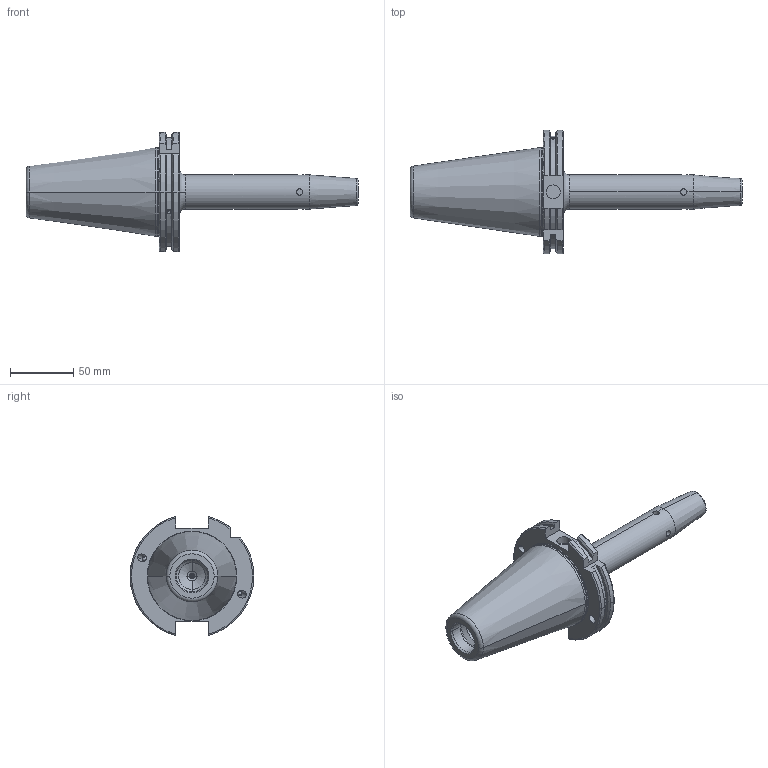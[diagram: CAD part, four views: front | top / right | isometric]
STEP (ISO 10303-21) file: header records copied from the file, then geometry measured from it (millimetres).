
FILE_DESCRIPTION (( 'STEP AP214' ), '1' );
FILE_NAME ('91506-SR206160.STEP', '2020-11-10T10:49:16', ( '' ), ( '' ), 'SwSTEP 2.0', 'SolidWorks 2018', '' );
FILE_SCHEMA (( 'AUTOMOTIVE_DESIGN' ));
Length unit declared in the file: millimetre
Products named in the file (4): socket set screw flat point_din_DIN 913 - M4 x 10-N; SCWM5X20; SK50SFC06160WW; 91506-SR206160
Assembly tree (4 placements, depth 2):
  91506-SR206160
    SK50SFC06160WW
    SCWM5X20
    socket set screw flat point_din_DIN 913 - M4 x 10-N  x2
Bounding box: 261.75 x 97.5 x 94.05 mm (x, y, z)
Volume: 406115.5 mm3; surface area: 58508.8 mm2
Topology: 4 solids, 4 shells, 181 faces, 449 edges, 283 vertices
Faces by surface type: cylinder 63, plane 62, cone 36, torus 20
Entity records: 6267 total; most frequent: CARTESIAN_POINT 1605, DIRECTION 854, ORIENTED_EDGE 834, EDGE_CURVE 417, AXIS2_PLACEMENT_3D 334, VERTEX_POINT 263, VECTOR 186, LINE 186
